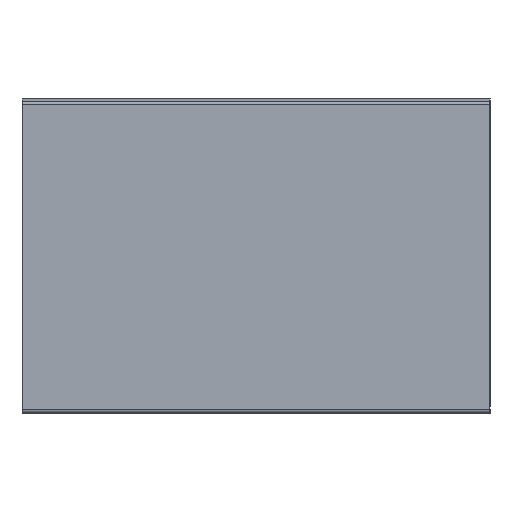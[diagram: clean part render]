
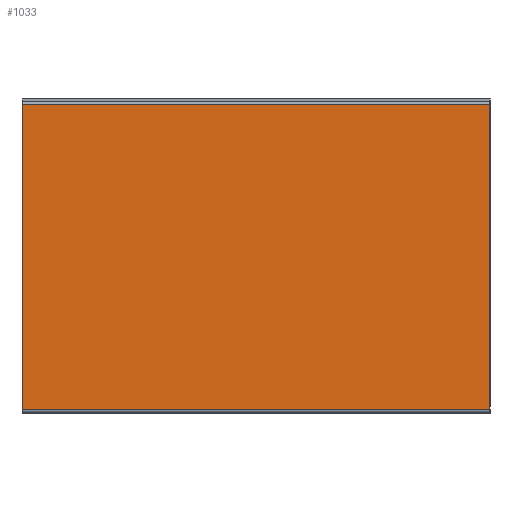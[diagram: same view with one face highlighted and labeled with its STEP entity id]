
A CAD part, left-side view. The second image highlights one B-rep face of the part: STEP entity #1033.
In plain terms, the highlighted planar face has unit normal (-1, 0, 0).
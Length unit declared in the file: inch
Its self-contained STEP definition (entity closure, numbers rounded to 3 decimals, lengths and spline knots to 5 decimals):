
#36 = DIRECTION ( 'NONE',  ( 1., 0., 0. ) ) ;
#67 = LINE ( 'NONE', #2063, #1004 ) ;
#464 = CARTESIAN_POINT ( 'NONE',  ( -6., 6., 7.914 ) ) ;
#841 = ORIENTED_EDGE ( 'NONE', *, *, #1114, .T. ) ;
#966 = ORIENTED_EDGE ( 'NONE', *, *, #3879, .T. ) ;
#1004 = VECTOR ( 'NONE', #4071, 39.37008 ) ;
#1033 = ADVANCED_FACE ( 'NONE', ( #2520 ), #4539, .F. ) ;
#1114 = EDGE_CURVE ( 'NONE', #2075, #3013, #3731, .T. ) ;
#1197 = EDGE_CURVE ( 'NONE', #2075, #6353, #3953, .T. ) ;
#1320 = CARTESIAN_POINT ( 'NONE',  ( -6., 6., 0.057 ) ) ;
#1432 = ORIENTED_EDGE ( 'NONE', *, *, #3854, .F. ) ;
#1482 = CARTESIAN_POINT ( 'NONE',  ( -6., -6., 0.086 ) ) ;
#1537 = CARTESIAN_POINT ( 'NONE',  ( -6., -6., 0.047 ) ) ;
#2063 = CARTESIAN_POINT ( 'NONE',  ( -6., -6., 0.086 ) ) ;
#2075 = VERTEX_POINT ( 'NONE', #464 ) ;
#2260 = VECTOR ( 'NONE', #3176, 39.37008 ) ;
#2520 = FACE_OUTER_BOUND ( 'NONE', #3549, .T. ) ;
#2616 = DIRECTION ( 'NONE',  ( 0., 0., -1. ) ) ;
#3013 = VERTEX_POINT ( 'NONE', #4648 ) ;
#3176 = DIRECTION ( 'NONE',  ( 0., 0., 1. ) ) ;
#3549 = EDGE_LOOP ( 'NONE', ( #5435, #841, #1432, #966 ) ) ;
#3666 = CARTESIAN_POINT ( 'NONE',  ( -6., -6., 0.057 ) ) ;
#3731 = LINE ( 'NONE', #1320, #4640 ) ;
#3854 = EDGE_CURVE ( 'NONE', #5187, #3013, #67, .T. ) ;
#3879 = EDGE_CURVE ( 'NONE', #5187, #6353, #6190, .T. ) ;
#3953 = LINE ( 'NONE', #4460, #6330 ) ;
#4071 = DIRECTION ( 'NONE',  ( 0., 1., 0. ) ) ;
#4384 = DIRECTION ( 'NONE',  ( 0., 0., -1. ) ) ;
#4460 = CARTESIAN_POINT ( 'NONE',  ( -6., -6., 7.914 ) ) ;
#4539 = PLANE ( 'NONE',  #5368 ) ;
#4640 = VECTOR ( 'NONE', #4384, 39.37008 ) ;
#4648 = CARTESIAN_POINT ( 'NONE',  ( -6., 6., 0.086 ) ) ;
#5187 = VERTEX_POINT ( 'NONE', #1482 ) ;
#5288 = CARTESIAN_POINT ( 'NONE',  ( -6., -6., 7.914 ) ) ;
#5368 = AXIS2_PLACEMENT_3D ( 'NONE', #1537, #36, #2616 ) ;
#5435 = ORIENTED_EDGE ( 'NONE', *, *, #1197, .F. ) ;
#6190 = LINE ( 'NONE', #3666, #2260 ) ;
#6330 = VECTOR ( 'NONE', #6476, 39.37008 ) ;
#6353 = VERTEX_POINT ( 'NONE', #5288 ) ;
#6476 = DIRECTION ( 'NONE',  ( 0., -1., 0. ) ) ;
